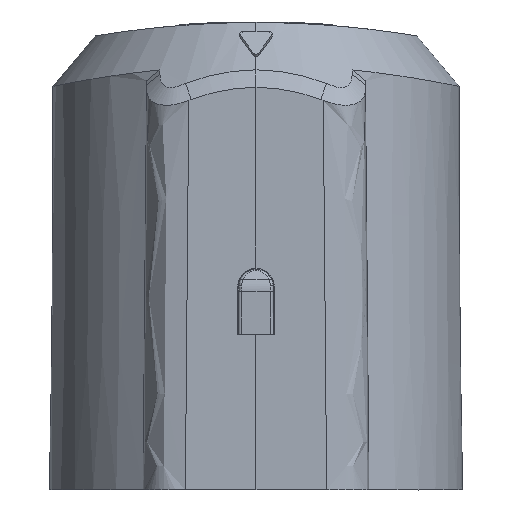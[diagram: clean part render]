
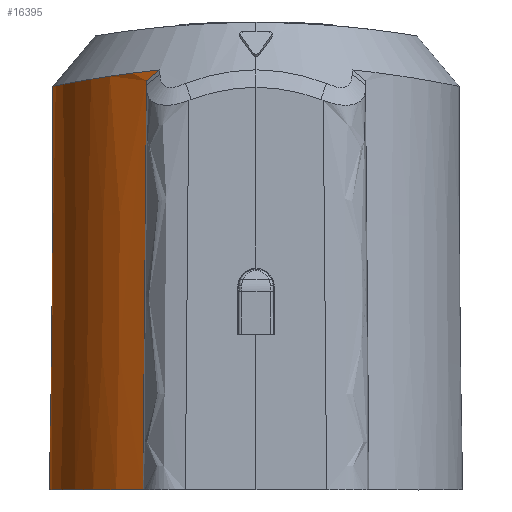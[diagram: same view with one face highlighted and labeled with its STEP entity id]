
A CAD part, left-side view. The second image highlights one B-rep face of the part: STEP entity #16395.
In plain terms, the highlighted free-form (B-spline) face has degree [3, 3] with [12, 4] control points.
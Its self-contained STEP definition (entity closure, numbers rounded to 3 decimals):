
#538=B_SPLINE_SURFACE_WITH_KNOTS('',3,3,((#44064,#44065,#44066,#44067),
(#44068,#44069,#44070,#44071),(#44072,#44073,#44074,#44075),(#44076,#44077,
#44078,#44079),(#44080,#44081,#44082,#44083),(#44084,#44085,#44086,#44087),
(#44088,#44089,#44090,#44091),(#44092,#44093,#44094,#44095),(#44096,#44097,
#44098,#44099),(#44100,#44101,#44102,#44103),(#44104,#44105,#44106,#44107),
(#44108,#44109,#44110,#44111)),.UNSPECIFIED.,.F.,.F.,.F.,(4,1,1,1,1,1,1,
1,1,4),(4,4),(0.,0.143,0.214,0.286,
0.357,0.429,0.571,0.714,
0.857,1.),(0.,1.),.UNSPECIFIED.);
#1291=FACE_OUTER_BOUND('',#2607,.T.);
#2607=EDGE_LOOP('',(#6715,#6716,#6717,#6718,#6719));
#6715=ORIENTED_EDGE('',*,*,#11036,.T.);
#6716=ORIENTED_EDGE('',*,*,#11097,.T.);
#6717=ORIENTED_EDGE('',*,*,#9083,.F.);
#6718=ORIENTED_EDGE('',*,*,#8989,.F.);
#6719=ORIENTED_EDGE('',*,*,#9086,.T.);
#8989=EDGE_CURVE('',#16937,#16938,#12380,.T.);
#9083=EDGE_CURVE('',#16938,#17015,#12474,.T.);
#9086=EDGE_CURVE('',#16937,#17017,#12477,.T.);
#11036=EDGE_CURVE('',#17017,#18344,#14427,.T.);
#11097=EDGE_CURVE('',#18344,#17015,#14488,.T.);
#12380=B_SPLINE_CURVE_WITH_KNOTS('',3,(#21228,#21229,#21230,#21231,#21232,
#21233),.UNSPECIFIED.,.F.,.F.,(4,2,4),(0.,0.5,1.),.UNSPECIFIED.);
#12474=B_SPLINE_CURVE_WITH_KNOTS('',3,(#22038,#22039,#22040,#22041),
 .UNSPECIFIED.,.F.,.F.,(4,4),(0.,1.),.UNSPECIFIED.);
#12477=B_SPLINE_CURVE_WITH_KNOTS('',3,(#22097,#22098,#22099,#22100),
 .UNSPECIFIED.,.F.,.F.,(4,4),(0.,1.),.UNSPECIFIED.);
#14427=B_SPLINE_CURVE_WITH_KNOTS('',3,(#42818,#42819,#42820,#42821),
 .UNSPECIFIED.,.F.,.F.,(4,4),(0.,1.),.UNSPECIFIED.);
#14488=B_SPLINE_CURVE_WITH_KNOTS('',3,(#43881,#43882,#43883,#43884,#43885,
#43886,#43887,#43888,#43889,#43890,#43891,#43892,#43893,#43894,#43895,#43896,
#43897,#43898,#43899,#43900,#43901,#43902),.UNSPECIFIED.,.F.,.F.,(4,2,2,
2,2,2,2,2,2,2,4),(0.,0.125,0.25,0.375,0.438,0.5,0.625,0.688,0.719,0.75,
1.),.UNSPECIFIED.);
#16395=ADVANCED_FACE('',(#1291),#538,.F.);
#16937=VERTEX_POINT('',#21227);
#16938=VERTEX_POINT('',#21234);
#17015=VERTEX_POINT('',#22042);
#17017=VERTEX_POINT('',#22101);
#18344=VERTEX_POINT('',#42817);
#21227=CARTESIAN_POINT('',(-14.307,9.332,-17.));
#21228=CARTESIAN_POINT('',(-14.308,9.332,-17.));
#21229=CARTESIAN_POINT('',(-11.85,13.094,-17.));
#21230=CARTESIAN_POINT('',(-7.883,15.797,-17.));
#21231=CARTESIAN_POINT('',(0.912,17.628,-17.));
#21232=CARTESIAN_POINT('',(5.624,16.735,-17.));
#21233=CARTESIAN_POINT('',(9.384,14.266,-17.));
#21234=CARTESIAN_POINT('',(9.384,14.266,-17.));
#22038=CARTESIAN_POINT('',(9.384,14.266,-17.));
#22039=CARTESIAN_POINT('',(9.34,14.178,-5.715));
#22040=CARTESIAN_POINT('',(9.295,14.09,5.569));
#22041=CARTESIAN_POINT('',(9.25,14.001,16.854));
#22042=CARTESIAN_POINT('',(9.249,14.001,16.853));
#22097=CARTESIAN_POINT('',(-14.306,9.332,-17.));
#22098=CARTESIAN_POINT('',(-14.254,9.233,-5.738));
#22099=CARTESIAN_POINT('',(-14.2,9.135,5.525));
#22100=CARTESIAN_POINT('',(-14.146,9.037,16.787));
#22101=CARTESIAN_POINT('',(-14.147,9.037,16.787));
#42817=CARTESIAN_POINT('',(-14.782,7.943,17.693));
#42818=CARTESIAN_POINT('',(-14.146,9.037,16.787));
#42819=CARTESIAN_POINT('',(-14.373,8.679,17.066));
#42820=CARTESIAN_POINT('',(-14.586,8.313,17.369));
#42821=CARTESIAN_POINT('',(-14.782,7.943,17.693));
#43881=CARTESIAN_POINT('',(-14.782,7.943,17.693));
#43882=CARTESIAN_POINT('',(-14.185,9.054,17.579));
#43883=CARTESIAN_POINT('',(-13.473,10.065,17.453));
#43884=CARTESIAN_POINT('',(-11.975,11.813,17.212));
#43885=CARTESIAN_POINT('',(-11.228,12.522,17.101));
#43886=CARTESIAN_POINT('',(-9.436,13.925,16.87));
#43887=CARTESIAN_POINT('',(-8.446,14.546,16.758));
#43888=CARTESIAN_POINT('',(-6.879,15.319,16.614));
#43889=CARTESIAN_POINT('',(-6.343,15.55,16.57));
#43890=CARTESIAN_POINT('',(-5.245,15.953,16.492));
#43891=CARTESIAN_POINT('',(-4.633,16.137,16.456));
#43892=CARTESIAN_POINT('',(-3.092,16.524,16.38));
#43893=CARTESIAN_POINT('',(-1.991,16.702,16.344));
#43894=CARTESIAN_POINT('',(-0.269,16.791,16.326));
#43895=CARTESIAN_POINT('',(0.32,16.79,16.325));
#43896=CARTESIAN_POINT('',(1.231,16.738,16.336));
#43897=CARTESIAN_POINT('',(1.54,16.712,16.341));
#43898=CARTESIAN_POINT('',(2.168,16.641,16.355));
#43899=CARTESIAN_POINT('',(2.527,16.589,16.366));
#43900=CARTESIAN_POINT('',(5.074,16.156,16.453));
#43901=CARTESIAN_POINT('',(7.327,15.271,16.634));
#43902=CARTESIAN_POINT('',(9.25,14.001,16.854));
#44064=CARTESIAN_POINT('',(-15.048,8.086,-16.869));
#44065=CARTESIAN_POINT('',(-14.959,8.038,-5.343));
#44066=CARTESIAN_POINT('',(-14.87,7.99,6.182));
#44067=CARTESIAN_POINT('',(-14.782,7.943,17.707));
#44068=CARTESIAN_POINT('',(-14.405,9.282,-16.986));
#44069=CARTESIAN_POINT('',(-14.32,9.227,-5.46));
#44070=CARTESIAN_POINT('',(-14.235,9.173,6.065));
#44071=CARTESIAN_POINT('',(-14.15,9.118,17.591));
#44072=CARTESIAN_POINT('',(-13.209,10.969,-17.191));
#44073=CARTESIAN_POINT('',(-13.131,10.904,-5.666));
#44074=CARTESIAN_POINT('',(-13.053,10.84,5.859));
#44075=CARTESIAN_POINT('',(-12.975,10.775,17.385));
#44076=CARTESIAN_POINT('',(-11.382,12.787,-17.46));
#44077=CARTESIAN_POINT('',(-11.315,12.711,-5.935));
#44078=CARTESIAN_POINT('',(-11.248,12.636,5.591));
#44079=CARTESIAN_POINT('',(-11.181,12.561,17.116));
#44080=CARTESIAN_POINT('',(-9.803,14.042,-17.666));
#44081=CARTESIAN_POINT('',(-9.745,13.959,-6.14));
#44082=CARTESIAN_POINT('',(-9.687,13.877,5.385));
#44083=CARTESIAN_POINT('',(-9.629,13.794,16.91));
#44084=CARTESIAN_POINT('',(-8.051,15.112,-17.857));
#44085=CARTESIAN_POINT('',(-8.003,15.023,-6.332));
#44086=CARTESIAN_POINT('',(-7.956,14.934,5.194));
#44087=CARTESIAN_POINT('',(-7.908,14.845,16.719));
#44088=CARTESIAN_POINT('',(-5.551,16.266,-18.078));
#44089=CARTESIAN_POINT('',(-5.518,16.17,-6.553));
#44090=CARTESIAN_POINT('',(-5.486,16.074,4.973));
#44091=CARTESIAN_POINT('',(-5.453,15.979,16.498));
#44092=CARTESIAN_POINT('',(-2.167,17.1,-18.251));
#44093=CARTESIAN_POINT('',(-2.154,16.999,-6.726));
#44094=CARTESIAN_POINT('',(-2.142,16.898,4.799));
#44095=CARTESIAN_POINT('',(-2.129,16.797,16.325));
#44096=CARTESIAN_POINT('',(1.749,17.145,-18.261));
#44097=CARTESIAN_POINT('',(1.738,17.044,-6.736));
#44098=CARTESIAN_POINT('',(1.728,16.943,4.789));
#44099=CARTESIAN_POINT('',(1.718,16.843,16.315));
#44100=CARTESIAN_POINT('',(5.799,16.253,-18.074));
#44101=CARTESIAN_POINT('',(5.764,16.157,-6.549));
#44102=CARTESIAN_POINT('',(5.73,16.061,4.976));
#44103=CARTESIAN_POINT('',(5.696,15.966,16.502));
#44104=CARTESIAN_POINT('',(8.283,15.002,-17.835));
#44105=CARTESIAN_POINT('',(8.234,14.913,-6.31));
#44106=CARTESIAN_POINT('',(8.185,14.825,5.215));
#44107=CARTESIAN_POINT('',(8.136,14.737,16.741));
#44108=CARTESIAN_POINT('',(9.416,14.253,-17.705));
#44109=CARTESIAN_POINT('',(9.36,14.169,-6.18));
#44110=CARTESIAN_POINT('',(9.305,14.085,5.346));
#44111=CARTESIAN_POINT('',(9.249,14.001,16.871));
